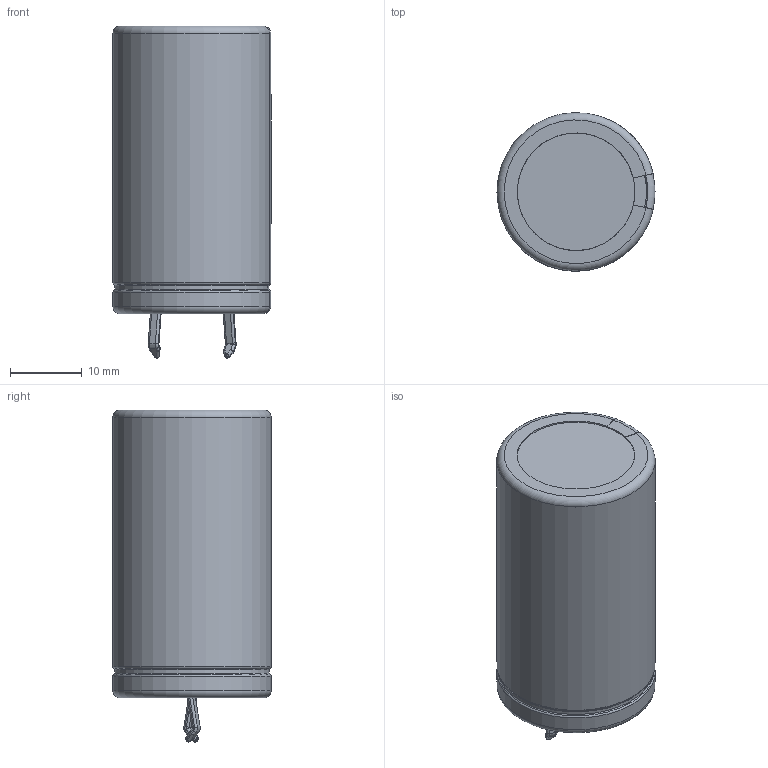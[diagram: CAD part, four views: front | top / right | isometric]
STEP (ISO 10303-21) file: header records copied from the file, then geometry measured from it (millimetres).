
FILE_DESCRIPTION(/* description */ ('Unknown','CAx-IF Rec.Pracs.---Representation and Presentation of Product Manufacturing Information (PMI)---4.0---2014-10-13','CAx-IF Rec.Pracs.---3D Tessellated Geometry---0.4---2014-09-14','2;1'),/* implementation_level */ '2;1');
FILE_NAME(/* name */ 'CP_Wurth_WCAP-AIE8-P10D22L41',/* time_stamp */ '2025-01-07T11:14:42+08:00',/* author */ ('Unknown'),/* organization */ ('Unknown'),/* preprocessor_version */ 'ST-DEVELOPER v16.7',/* originating_system */ 'Solid Edge',/* authorisation */ 'Unknown');
FILE_SCHEMA (('AP242_MANAGED_MODEL_BASED_3D_ENGINEERING_MIM_LF { 1 0 10303 442 1 1 4 }'));
Length unit declared in the file: metre
Products named in the file (2): CP_Wurth_WCAP-AIE8-P10D22L41
Assembly tree (1 placements, depth 2):
  CP_Wurth_WCAP-AIE8-P10D22L41
    CP_Wurth_WCAP-AIE8-P10D22L41
Bounding box: 21.96 x 21.99 x 46.14 mm (x, y, z)
Volume: 14819.2 mm3; surface area: 10153.8 mm2
Topology: 1 solids, 3 shells, 603 faces, 1520 edges, 977 vertices
Faces by surface type: plane 346, cylinder 144, bspline 63, torus 34, sphere 16
Full cylindrical faces by diameter (mm): 4.5 x2, 15.714 x1, 16.343 x1, 18.229 x1, 20.743 x1, 21.057 x1, 21.077 x1, 21.58 x2, 21.6 x2
Entity records: 24446 total; most frequent: CARTESIAN_POINT 6118, ORIENTED_EDGE 2920, DIRECTION 2863, EDGE_CURVE 1460, AXIS2_PLACEMENT_3D 1085, VERTEX_POINT 965, EDGE_LOOP 707, FACE_BOUND 707
